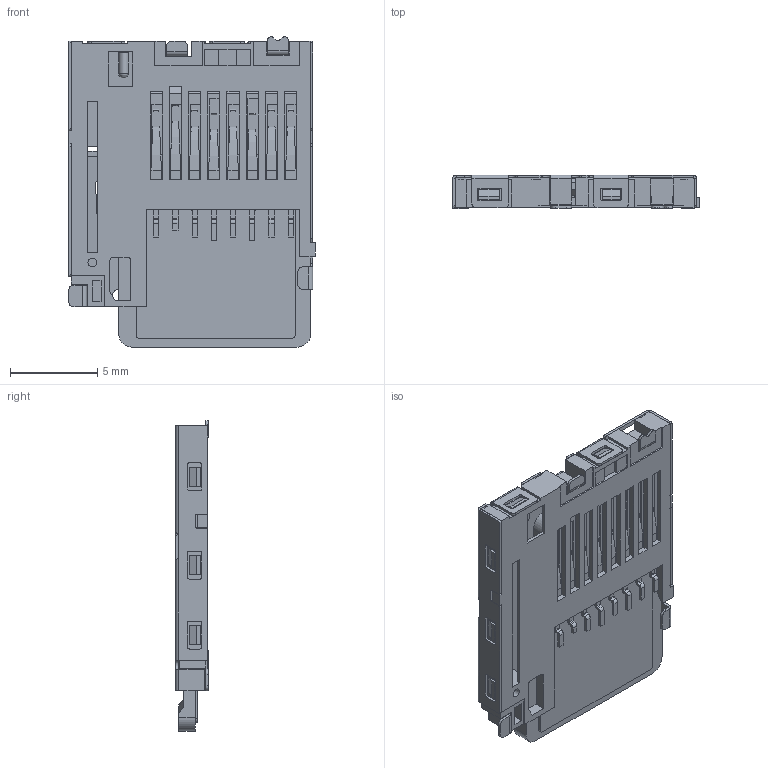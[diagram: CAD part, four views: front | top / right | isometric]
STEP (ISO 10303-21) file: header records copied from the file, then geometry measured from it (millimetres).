
FILE_DESCRIPTION(/* description */ (''),/* implementation_level */ '2;1');
FILE_NAME(/* name */ 'micro-SD.step',/* time_stamp */ '2020-04-18T18:36:27+01:00',/* author */ (''),/* organization */ (''),/* preprocessor_version */ 'ST-DEVELOPER v18.1',/* originating_system */ 'Autodesk Translation Framework v9.2.0.1227',/* authorisation */ '');
FILE_SCHEMA (('AUTOMOTIVE_DESIGN { 1 0 10303 214 3 1 1 }'));
Length unit declared in the file: millimetre
Products named in the file (9): micro SD Card Slot; microSD_Body; microSD_Cover; microSD_Card_Detect; microSD_Pin_11 (1); microSD_Pin_10; microSD_Pin_11; micro-SD-card; sd
Assembly tree (13 placements, depth 3):
  micro SD Card Slot
    microSD_Body
    microSD_Cover
    microSD_Card_Detect
    microSD_Pin_11  x5
    microSD_Pin_11 (1)  x2
    microSD_Pin_10
    micro-SD-card
      sd
Bounding box: 14.1 x 1.9 x 17.75 mm (x, y, z)
Volume: 221.1 mm3; surface area: 1312.2 mm2
Topology: 15 solids, 15 shells, 1345 faces, 3582 edges, 2283 vertices
Faces by surface type: plane 1049, cylinder 279, bspline 13, sphere 2, torus 1, cone 1
Full cylindrical faces by diameter (mm): 0.5 x1, 0.55 x1
Entity records: 36421 total; most frequent: CARTESIAN_POINT 6547, ORIENTED_EDGE 6284, DIRECTION 5907, EDGE_CURVE 3142, LINE 2681, VECTOR 2681, VERTEX_POINT 2023, AXIS2_PLACEMENT_3D 1613
